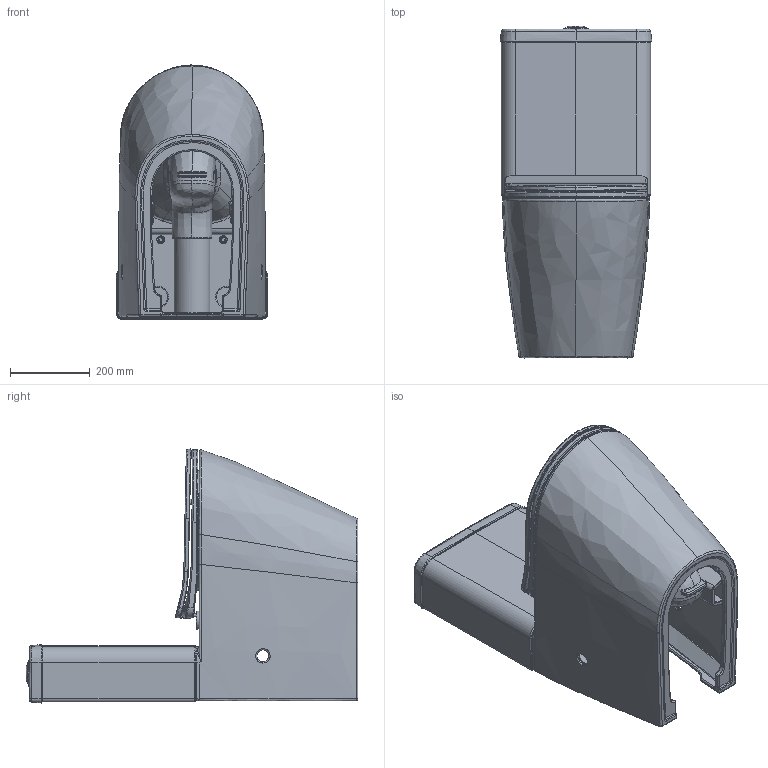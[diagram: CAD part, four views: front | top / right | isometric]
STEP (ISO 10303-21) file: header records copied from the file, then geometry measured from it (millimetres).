
FILE_DESCRIPTION (( 'STEP AP203' ), '1' );
FILE_NAME ('WC_LM.STEP', '2024-09-05T05:26:35', ( '' ), ( '' ), 'SwSTEP 2.0', 'SolidWorks 2021', '' );
FILE_SCHEMA (( 'CONFIG_CONTROL_DESIGN' ));
Length unit declared in the file: millimetre
Products named in the file (11): WC_LM; Copy of AJZSH^WC_LM_Predeterminado; Copy of SX^WC_LM_Predeterminado; Copy of GB-ZG^WC_LM_Predeterminado; Copy of AJ-XIAO^WC_LM_Predeterminado; CPN00053Z00_Predeterminado; Copy of MT^WC_LM_Predeterminado; Copy of GB-ZQ^WC_LM_Predeterminado; CPN00049CXF_Predeterminado; Copy of SXG^WC_LM_Predeterminado; Copy of AJ-DA^WC_LM_Predeterminado
Assembly tree (12 placements, depth 2):
  WC_LM
    Copy of MT^WC_LM_Predeterminado
    Copy of SX^WC_LM_Predeterminado
    Copy of SXG^WC_LM_Predeterminado
    Copy of AJZSH^WC_LM_Predeterminado
    Copy of AJ-DA^WC_LM_Predeterminado
    Copy of AJ-XIAO^WC_LM_Predeterminado
    Copy of GB-ZQ^WC_LM_Predeterminado
    Copy of GB-ZG^WC_LM_Predeterminado
    CPN00053Z00_Predeterminado  x2
    CPN00049CXF_Predeterminado  x2
Bounding box: 379.58 x 832.1 x 636.92 mm (x, y, z)
Volume: 22715.9 mm3; surface area: 3850234.2 mm2
Topology: 4 solids, 13 shells, 1166 faces, 2742 edges, 1609 vertices
Faces by surface type: bspline 578, cylinder 245, plane 169, torus 126, sphere 32, cone 16
Full cylindrical faces by diameter (mm): 4 x2, 4.2 x2, 7 x4, 7.95 x2, 8.5 x2, 42.5 x2, 45 x4, 46 x2
Entity records: 148235 total; most frequent: CARTESIAN_POINT 129273, ORIENTED_EDGE 5295, EDGE_CURVE 2653, B_SPLINE_CURVE_WITH_KNOTS 2105, VERTEX_POINT 1564, DIRECTION 1220, EDGE_LOOP 1194, FACE_OUTER_BOUND 1144
